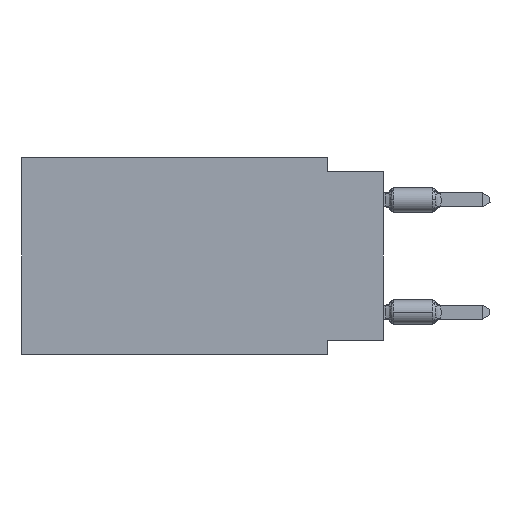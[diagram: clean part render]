
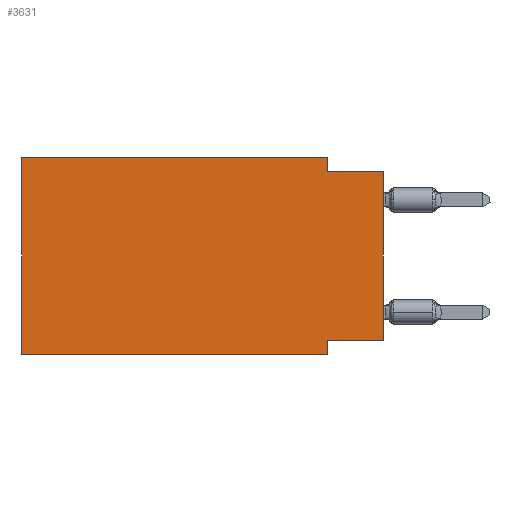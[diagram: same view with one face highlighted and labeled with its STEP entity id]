
A CAD part, left-side view. The second image highlights one B-rep face of the part: STEP entity #3631.
In plain terms, the highlighted planar face has unit normal (-1, 0, 0).
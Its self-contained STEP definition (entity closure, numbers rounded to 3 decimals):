
#1214 = EDGE_CURVE ( 'NONE', #39467, #38286, #30189, .T. ) ;
#1431 = EDGE_LOOP ( 'NONE', ( #30613, #6061, #37648, #8076, #27274, #14219, #10392, #36657 ) ) ;
#1590 = EDGE_CURVE ( 'NONE', #37730, #7505, #13964, .T. ) ;
#3142 = LINE ( 'NONE', #18811, #38419 ) ;
#3148 = VECTOR ( 'NONE', #47817, 1000. ) ;
#3631 = ADVANCED_FACE ( 'NONE', ( #7630 ), #33074, .F. ) ;
#4758 = LINE ( 'NONE', #46353, #17433 ) ;
#6061 = ORIENTED_EDGE ( 'NONE', *, *, #1214, .F. ) ;
#7493 = LINE ( 'NONE', #15555, #17019 ) ;
#7505 = VERTEX_POINT ( 'NONE', #15692 ) ;
#7630 = FACE_OUTER_BOUND ( 'NONE', #1431, .T. ) ;
#8076 = ORIENTED_EDGE ( 'NONE', *, *, #19733, .F. ) ;
#8813 = EDGE_CURVE ( 'NONE', #37730, #38286, #22370, .T. ) ;
#10392 = ORIENTED_EDGE ( 'NONE', *, *, #27802, .F. ) ;
#10627 = DIRECTION ( 'NONE',  ( 0., -1., 0. ) ) ;
#11914 = CARTESIAN_POINT ( 'NONE',  ( 0., 0., -0.635 ) ) ;
#12830 = VECTOR ( 'NONE', #17891, 1000. ) ;
#13964 = LINE ( 'NONE', #14944, #12830 ) ;
#14219 = ORIENTED_EDGE ( 'NONE', *, *, #17499, .T. ) ;
#14944 = CARTESIAN_POINT ( 'NONE',  ( 0., 0., -8.255 ) ) ;
#15243 = CARTESIAN_POINT ( 'NONE',  ( 0., 2.54, -8.89 ) ) ;
#15555 = CARTESIAN_POINT ( 'NONE',  ( 0., 16.383, 0. ) ) ;
#15692 = CARTESIAN_POINT ( 'NONE',  ( 0., 2.54, -8.255 ) ) ;
#15765 = VERTEX_POINT ( 'NONE', #28938 ) ;
#17019 = VECTOR ( 'NONE', #30463, 1000. ) ;
#17433 = VECTOR ( 'NONE', #45880, 1000. ) ;
#17499 = EDGE_CURVE ( 'NONE', #15765, #40037, #3142, .T. ) ;
#17891 = DIRECTION ( 'NONE',  ( 0., 1., 0. ) ) ;
#18811 = CARTESIAN_POINT ( 'NONE',  ( 0., 16.383, -8.89 ) ) ;
#19154 = VERTEX_POINT ( 'NONE', #33924 ) ;
#19733 = EDGE_CURVE ( 'NONE', #19154, #31096, #4758, .T. ) ;
#19819 = LINE ( 'NONE', #15243, #41316 ) ;
#21265 = CARTESIAN_POINT ( 'NONE',  ( 0., 0., -8.255 ) ) ;
#21756 = CARTESIAN_POINT ( 'NONE',  ( 0., 2.54, -0.635 ) ) ;
#22370 = LINE ( 'NONE', #33366, #3148 ) ;
#24813 = EDGE_CURVE ( 'NONE', #31096, #39467, #32921, .T. ) ;
#26000 = DIRECTION ( 'NONE',  ( 0., 0., -1. ) ) ;
#27274 = ORIENTED_EDGE ( 'NONE', *, *, #46444, .F. ) ;
#27802 = EDGE_CURVE ( 'NONE', #7505, #40037, #19819, .T. ) ;
#28938 = CARTESIAN_POINT ( 'NONE',  ( 0., 16.383, -8.89 ) ) ;
#30189 = LINE ( 'NONE', #47837, #30759 ) ;
#30463 = DIRECTION ( 'NONE',  ( 0., 0., 1. ) ) ;
#30613 = ORIENTED_EDGE ( 'NONE', *, *, #8813, .T. ) ;
#30759 = VECTOR ( 'NONE', #10627, 1000. ) ;
#30917 = CARTESIAN_POINT ( 'NONE',  ( 0., 2.54, -8.89 ) ) ;
#31096 = VERTEX_POINT ( 'NONE', #40806 ) ;
#32675 = CARTESIAN_POINT ( 'NONE',  ( 0., 2.54, 0. ) ) ;
#32921 = LINE ( 'NONE', #32675, #46995 ) ;
#33074 = PLANE ( 'NONE',  #39204 ) ;
#33366 = CARTESIAN_POINT ( 'NONE',  ( 0., 0., 0. ) ) ;
#33711 = DIRECTION ( 'NONE',  ( 0., -1., 0. ) ) ;
#33924 = CARTESIAN_POINT ( 'NONE',  ( 0., 16.383, 0. ) ) ;
#36116 = DIRECTION ( 'NONE',  ( 0., 0., -1. ) ) ;
#36657 = ORIENTED_EDGE ( 'NONE', *, *, #1590, .F. ) ;
#37500 = DIRECTION ( 'NONE',  ( 0., 0., -1. ) ) ;
#37648 = ORIENTED_EDGE ( 'NONE', *, *, #24813, .F. ) ;
#37730 = VERTEX_POINT ( 'NONE', #21265 ) ;
#38286 = VERTEX_POINT ( 'NONE', #11914 ) ;
#38419 = VECTOR ( 'NONE', #33711, 1000. ) ;
#39204 = AXIS2_PLACEMENT_3D ( 'NONE', #44350, #44841, #37500 ) ;
#39467 = VERTEX_POINT ( 'NONE', #21756 ) ;
#40037 = VERTEX_POINT ( 'NONE', #30917 ) ;
#40806 = CARTESIAN_POINT ( 'NONE',  ( 0., 2.54, 0. ) ) ;
#41316 = VECTOR ( 'NONE', #26000, 1000. ) ;
#44350 = CARTESIAN_POINT ( 'NONE',  ( 0., 16.383, 0. ) ) ;
#44841 = DIRECTION ( 'NONE',  ( 1., 0., 0. ) ) ;
#45880 = DIRECTION ( 'NONE',  ( 0., -1., 0. ) ) ;
#46353 = CARTESIAN_POINT ( 'NONE',  ( 0., 16.383, 0. ) ) ;
#46444 = EDGE_CURVE ( 'NONE', #15765, #19154, #7493, .T. ) ;
#46995 = VECTOR ( 'NONE', #36116, 1000. ) ;
#47817 = DIRECTION ( 'NONE',  ( 0., 0., 1. ) ) ;
#47837 = CARTESIAN_POINT ( 'NONE',  ( 0., 0., -0.635 ) ) ;
